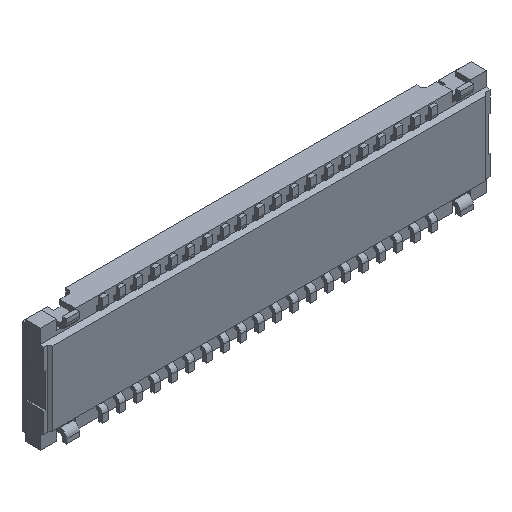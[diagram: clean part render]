
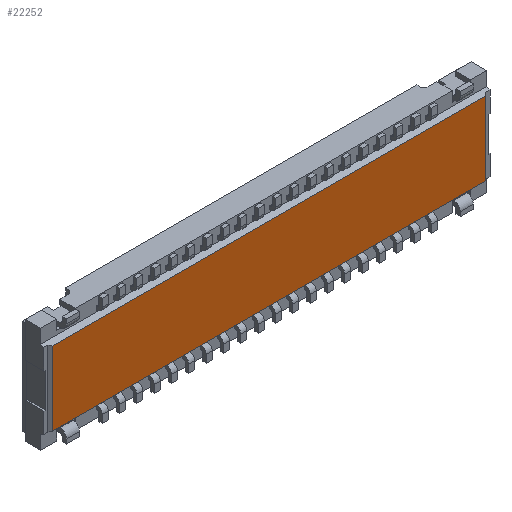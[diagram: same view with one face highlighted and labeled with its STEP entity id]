
A CAD part, isometric view. The second image highlights one B-rep face of the part: STEP entity #22252.
In plain terms, the highlighted planar face has unit normal (0, -1, 0).
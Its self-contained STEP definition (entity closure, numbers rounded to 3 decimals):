
#1=DIRECTION('',(0.,0.,-1.));
#2=VECTOR('',#1,1.7);
#3=CARTESIAN_POINT('',(5.,0.,0.85));
#4=LINE('',#3,#2);
#5=DIRECTION('',(1.,0.,0.));
#6=VECTOR('',#5,10.);
#7=CARTESIAN_POINT('',(-5.,0.,-0.85));
#8=LINE('',#7,#6);
#9=DIRECTION('',(0.,0.,-1.));
#10=VECTOR('',#9,1.7);
#11=CARTESIAN_POINT('',(-5.,0.,0.85));
#12=LINE('',#11,#10);
#13=DIRECTION('',(1.,0.,0.));
#14=VECTOR('',#13,10.);
#15=CARTESIAN_POINT('',(-5.,0.,0.85));
#16=LINE('',#15,#14);
#17001=CARTESIAN_POINT('',(5.,0.,0.85));
#17002=CARTESIAN_POINT('',(5.,0.,-0.85));
#17003=VERTEX_POINT('',#17001);
#17004=VERTEX_POINT('',#17002);
#17005=CARTESIAN_POINT('',(-5.,0.,0.85));
#17006=CARTESIAN_POINT('',(-5.,0.,-0.85));
#17007=VERTEX_POINT('',#17005);
#17008=VERTEX_POINT('',#17006);
#22237=CARTESIAN_POINT('',(0.,0.,0.));
#22238=DIRECTION('',(0.,1.,0.));
#22239=DIRECTION('',(1.,0.,0.));
#22240=AXIS2_PLACEMENT_3D('',#22237,#22238,#22239);
#22241=PLANE('',#22240);
#22243=ORIENTED_EDGE('',*,*,#22242,.T.);
#22245=ORIENTED_EDGE('',*,*,#22244,.F.);
#22247=ORIENTED_EDGE('',*,*,#22246,.F.);
#22249=ORIENTED_EDGE('',*,*,#22248,.T.);
#22250=EDGE_LOOP('',(#22243,#22245,#22247,#22249));
#22251=FACE_OUTER_BOUND('',#22250,.F.);
#22252=ADVANCED_FACE('',(#22251),#22241,.F.);
#22242=EDGE_CURVE('',#17003,#17004,#4,.T.);
#22244=EDGE_CURVE('',#17008,#17004,#8,.T.);
#22246=EDGE_CURVE('',#17007,#17008,#12,.T.);
#22248=EDGE_CURVE('',#17007,#17003,#16,.T.);
